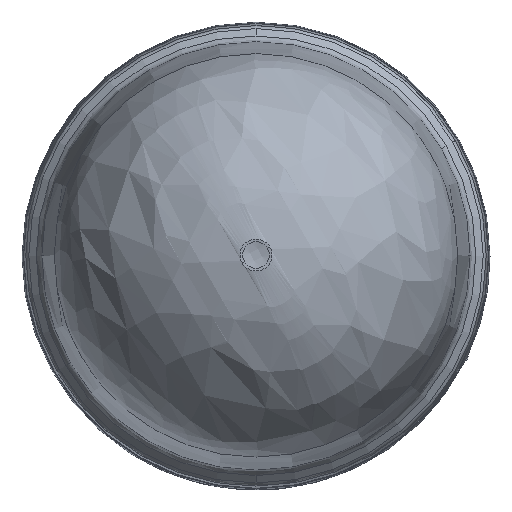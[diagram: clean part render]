
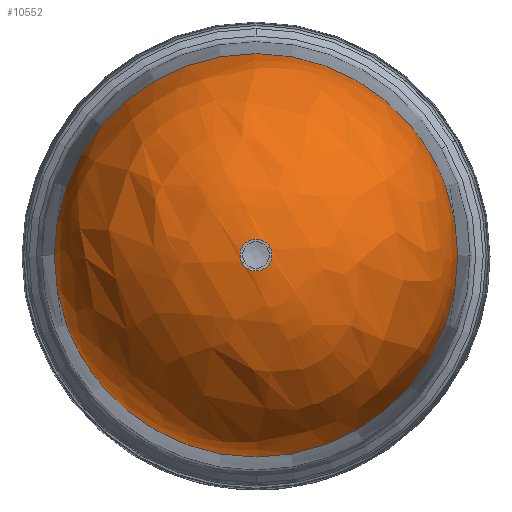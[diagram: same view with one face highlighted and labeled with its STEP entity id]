
A CAD part, top view. The second image highlights one B-rep face of the part: STEP entity #10552.
In plain terms, the highlighted free-form (B-spline) face has degree [3, 3] with [4, 4] control points.
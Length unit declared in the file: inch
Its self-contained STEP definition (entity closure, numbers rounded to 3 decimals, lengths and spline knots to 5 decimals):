
#190 = CIRCLE ( 'NONE', #4240, 0.16116 ) ;
#267 = CARTESIAN_POINT ( 'NONE',  ( -2.03633, 0., 3.19358 ) ) ;
#320 = DIRECTION ( 'NONE',  ( -0.866, -0.5, 0. ) ) ;
#729 = CARTESIAN_POINT ( 'NONE',  ( 0.17203, -4.04296, 10.3864 ) ) ;
#854 = ORIENTED_EDGE ( 'NONE', *, *, #6746, .T. ) ;
#1300 = CARTESIAN_POINT ( 'NONE',  ( 0., 0., 3.19358 ) ) ;
#1450 = CARTESIAN_POINT ( 'NONE',  ( 0.13957, 0.08058, 5.11961 ) ) ;
#1542 = DIRECTION ( 'NONE',  ( 0., 0., -1. ) ) ;
#1637 = CARTESIAN_POINT ( 'NONE',  ( 1.80903, 0.94098, 3.08988 ) ) ;
#1696 = CARTESIAN_POINT ( 'NONE',  ( -3.53605, 2.37963, 3.21583 ) ) ;
#2456 = DIRECTION ( 'NONE',  ( 0., 0., -1. ) ) ;
#2465 =( BOUNDED_SURFACE ( )  B_SPLINE_SURFACE ( 3, 3, ( 
 ( #9887, #9945, #5131, #1637 ),
 ( #8799, #8133, #5320, #7008 ),
 ( #1696, #8982, #729, #9042 ),
 ( #4223, #3326, #3390, #9764 ) ),
 .UNSPECIFIED., .F., .F., .T. ) 
 B_SPLINE_SURFACE_WITH_KNOTS ( ( 4, 4 ),
 ( 4, 4 ),
 ( 0., 1. ),
 ( 0., 1. ),
 .UNSPECIFIED. ) 
 GEOMETRIC_REPRESENTATION_ITEM ( )  RATIONAL_B_SPLINE_SURFACE ( (
 ( 1., 0.356, 0.356, 1.),
 ( 0.363, 0.129, 0.129, 0.363),
 ( 0.363, 0.129, 0.129, 0.363),
 ( 1., 0.356, 0.356, 1.) ) ) 
 REPRESENTATION_ITEM ( '' )  SURFACE ( )  );
#3263 = CIRCLE ( 'NONE', #4986, 0.16116 ) ;
#3326 = CARTESIAN_POINT ( 'NONE',  ( -1.8062, -0.94587, 3.25769 ) ) ;
#3390 = CARTESIAN_POINT ( 'NONE',  ( -1.72225, -1.09128, 3.25769 ) ) ;
#3618 = EDGE_LOOP ( 'NONE', ( #11741, #11583 ) ) ;
#3806 = EDGE_LOOP ( 'NONE', ( #854, #4579 ) ) ;
#4223 = CARTESIAN_POINT ( 'NONE',  ( -1.80903, -0.94098, 3.08988 ) ) ;
#4240 = AXIS2_PLACEMENT_3D ( 'NONE', #8635, #1542, #320 ) ;
#4579 = ORIENTED_EDGE ( 'NONE', *, *, #7742, .T. ) ;
#4880 = EDGE_CURVE ( 'NONE', #11041, #4963, #7984, .T. ) ;
#4963 = VERTEX_POINT ( 'NONE', #6322 ) ;
#4986 = AXIS2_PLACEMENT_3D ( 'NONE', #6720, #11186, #6601 ) ;
#5055 = DIRECTION ( 'NONE',  ( 0., 0., -1. ) ) ;
#5131 = CARTESIAN_POINT ( 'NONE',  ( 1.8062, 0.94587, 3.25769 ) ) ;
#5320 = CARTESIAN_POINT ( 'NONE',  ( 3.41529, -2.17046, 10.3864 ) ) ;
#6222 = FACE_OUTER_BOUND ( 'NONE', #3618, .T. ) ;
#6276 = FACE_BOUND ( 'NONE', #3806, .T. ) ;
#6322 = CARTESIAN_POINT ( 'NONE',  ( 2.03633, 0., 3.19358 ) ) ;
#6324 = EDGE_CURVE ( 'NONE', #4963, #11041, #8526, .T. ) ;
#6601 = DIRECTION ( 'NONE',  ( -0.866, -0.5, 0. ) ) ;
#6720 = CARTESIAN_POINT ( 'NONE',  ( 0., 0., 5.11961 ) ) ;
#6746 = EDGE_CURVE ( 'NONE', #9199, #10530, #190, .T. ) ;
#7008 = CARTESIAN_POINT ( 'NONE',  ( 3.53605, -2.37963, 3.21583 ) ) ;
#7742 = EDGE_CURVE ( 'NONE', #10530, #9199, #3263, .T. ) ;
#7984 = CIRCLE ( 'NONE', #9135, 2.03633 ) ;
#8133 = CARTESIAN_POINT ( 'NONE',  ( -0.17203, 4.04296, 10.3864 ) ) ;
#8526 = CIRCLE ( 'NONE', #10081, 2.03633 ) ;
#8635 = CARTESIAN_POINT ( 'NONE',  ( 0., 0., 5.11961 ) ) ;
#8799 = CARTESIAN_POINT ( 'NONE',  ( -0.2928, 4.25213, 3.21583 ) ) ;
#8982 = CARTESIAN_POINT ( 'NONE',  ( -3.41529, 2.17046, 10.3864 ) ) ;
#9042 = CARTESIAN_POINT ( 'NONE',  ( 0.2928, -4.25213, 3.21583 ) ) ;
#9135 = AXIS2_PLACEMENT_3D ( 'NONE', #11490, #5055, #10475 ) ;
#9199 = VERTEX_POINT ( 'NONE', #10432 ) ;
#9764 = CARTESIAN_POINT ( 'NONE',  ( -1.71942, -1.09618, 3.08988 ) ) ;
#9887 = CARTESIAN_POINT ( 'NONE',  ( 1.71942, 1.09618, 3.08988 ) ) ;
#9945 = CARTESIAN_POINT ( 'NONE',  ( 1.72225, 1.09128, 3.25769 ) ) ;
#10081 = AXIS2_PLACEMENT_3D ( 'NONE', #1300, #2456, #11473 ) ;
#10432 = CARTESIAN_POINT ( 'NONE',  ( -0.13957, -0.08058, 5.11961 ) ) ;
#10475 = DIRECTION ( 'NONE',  ( -1., 0., 0. ) ) ;
#10530 = VERTEX_POINT ( 'NONE', #1450 ) ;
#10552 = ADVANCED_FACE ( 'NONE', ( #6222, #6276 ), #2465, .T. ) ;
#11041 = VERTEX_POINT ( 'NONE', #267 ) ;
#11186 = DIRECTION ( 'NONE',  ( 0., 0., -1. ) ) ;
#11473 = DIRECTION ( 'NONE',  ( -1., 0., 0. ) ) ;
#11490 = CARTESIAN_POINT ( 'NONE',  ( 0., 0., 3.19358 ) ) ;
#11583 = ORIENTED_EDGE ( 'NONE', *, *, #6324, .F. ) ;
#11741 = ORIENTED_EDGE ( 'NONE', *, *, #4880, .F. ) ;
